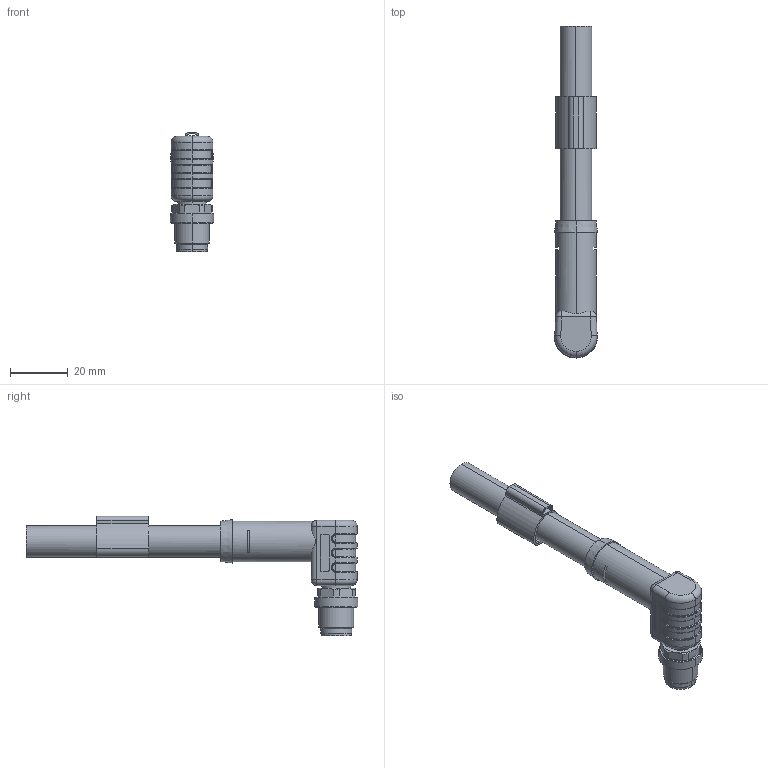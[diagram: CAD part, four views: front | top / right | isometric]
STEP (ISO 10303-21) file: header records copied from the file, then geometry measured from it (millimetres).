
FILE_DESCRIPTION(('CATIA V5 STEP Exchange','CAx-IF Rec.Pracs.--- Model Styling and Organization---1.4--- 2014-01-23'),'2;1');
FILE_NAME ('233464-2_0_2050650300_2050650300.stp','2021-04-01T07:15:05+00:00',('none'),('Weidmueller'),'CATIA Version 5-6 Release 2016 SP3 HF44','CATIA V5 STEP AP214','none');
FILE_SCHEMA(('AUTOMOTIVE_DESIGN { 1 0 10303 214 1 1 1 1 }'));
Length unit declared in the file: millimetre
Products named in the file (1): 2050650300
Bounding box: 15 x 114.99 x 41.4 mm (x, y, z)
Volume: 18302.2 mm3; surface area: 10587.5 mm2
Topology: 8 solids, 8 shells, 370 faces, 917 edges, 563 vertices
Faces by surface type: cylinder 142, plane 104, torus 43, bspline 42, sphere 20, cone 19
Entity records: 11820 total; most frequent: CARTESIAN_POINT 3889, ORIENTED_EDGE 1794, DIRECTION 1288, EDGE_CURVE 897, AXIS2_PLACEMENT_3D 652, VERTEX_POINT 563, EDGE_LOOP 402, ADVANCED_FACE 370
